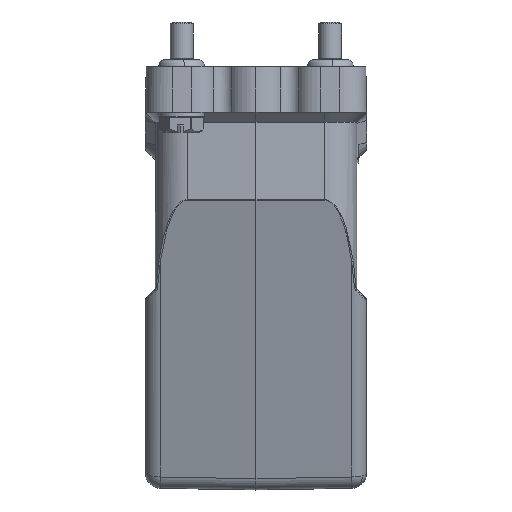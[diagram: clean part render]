
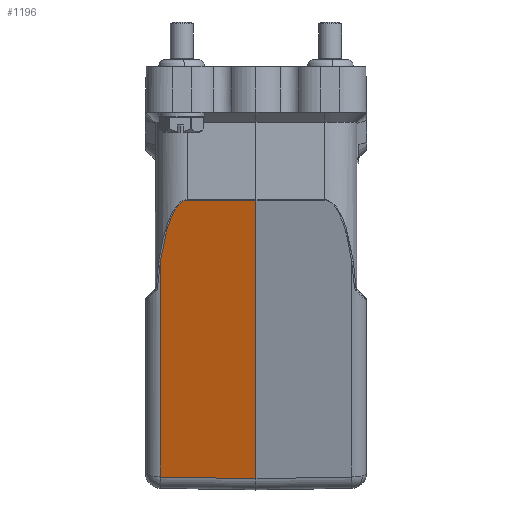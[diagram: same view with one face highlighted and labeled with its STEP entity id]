
A CAD part, left-side view. The second image highlights one B-rep face of the part: STEP entity #1196.
In plain terms, the highlighted planar face has unit normal (-0.966, 0.018, -0.259).
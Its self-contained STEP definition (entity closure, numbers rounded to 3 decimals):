
#641=FACE_OUTER_BOUND('',#3614,.T.);
#1196=ADVANCED_FACE('NONE',(#641),#1625,.F.);
#1625=PLANE('',#9997);
#2246=LINE('',#15665,#2876);
#2248=LINE('',#15701,#2878);
#2296=LINE('',#16438,#2926);
#2297=LINE('',#16440,#2927);
#2876=VECTOR('',#11188,1.);
#2878=VECTOR('',#11194,1.);
#2926=VECTOR('',#11346,1.);
#2927=VECTOR('',#11347,1.);
#3614=EDGE_LOOP('',(#5096,#5097,#5098,#5099,#5100));
#5096=ORIENTED_EDGE('',*,*,#8448,.F.);
#5097=ORIENTED_EDGE('',*,*,#8449,.T.);
#5098=ORIENTED_EDGE('',*,*,#8338,.F.);
#5099=ORIENTED_EDGE('',*,*,#8337,.F.);
#5100=ORIENTED_EDGE('',*,*,#8343,.F.);
#7189=VERTEX_POINT('',#14278);
#7280=VERTEX_POINT('',#15560);
#7281=VERTEX_POINT('',#15666);
#7284=VERTEX_POINT('',#15700);
#7352=VERTEX_POINT('',#16439);
#8337=EDGE_CURVE('NONE',#7189,#7280,#9428,.T.);
#8338=EDGE_CURVE('NONE',#7280,#7281,#2246,.T.);
#8343=EDGE_CURVE('NONE',#7284,#7189,#2248,.T.);
#8448=EDGE_CURVE('NONE',#7352,#7284,#2296,.T.);
#8449=EDGE_CURVE('NONE',#7352,#7281,#2297,.T.);
#9428=B_SPLINE_CURVE_WITH_KNOTS('',3,(#15561,#15562,#15563,#15564,#15565,
#15566,#15567,#15568,#15569,#15570,#15571,#15572,#15573,#15574,#15575,#15576,
#15577,#15578,#15579,#15580),.UNSPECIFIED.,.F.,.F.,(4,2,2,2,2,2,2,2,2,4),
(0.,0.25,0.5,0.625,0.75,0.813,0.875,0.938,0.969,1.),.UNSPECIFIED.);
#9997=AXIS2_PLACEMENT_3D('',#16441,#11348,#11349);
#11188=DIRECTION('',(-0.017,-1.,-0.002));
#11194=DIRECTION('',(-0.259,0.,0.966));
#11346=DIRECTION('',(0.013,1.,0.017));
#11347=DIRECTION('',(-0.259,0.,0.966));
#11348=DIRECTION('',(0.966,-0.017,0.259));
#11349=DIRECTION('',(0.259,0.,-0.966));
#14278=CARTESIAN_POINT('',(-70.235,25.07,-13.123));
#15560=CARTESIAN_POINT('',(-74.668,18.048,2.946));
#15561=CARTESIAN_POINT('',(-70.235,25.07,-13.123));
#15562=CARTESIAN_POINT('',(-70.646,24.866,-11.606));
#15563=CARTESIAN_POINT('',(-71.055,24.619,-10.094));
#15564=CARTESIAN_POINT('',(-71.87,24.009,-7.093));
#15565=CARTESIAN_POINT('',(-72.276,23.647,-5.603));
#15566=CARTESIAN_POINT('',(-72.876,22.965,-3.41));
#15567=CARTESIAN_POINT('',(-73.075,22.714,-2.686));
#15568=CARTESIAN_POINT('',(-73.466,22.142,-1.264));
#15569=CARTESIAN_POINT('',(-73.659,21.823,-0.565));
#15570=CARTESIAN_POINT('',(-73.938,21.258,0.437));
#15571=CARTESIAN_POINT('',(-74.029,21.054,0.763));
#15572=CARTESIAN_POINT('',(-74.204,20.607,1.388));
#15573=CARTESIAN_POINT('',(-74.289,20.363,1.687));
#15574=CARTESIAN_POINT('',(-74.444,19.815,2.229));
#15575=CARTESIAN_POINT('',(-74.515,19.511,2.474));
#15576=CARTESIAN_POINT('',(-74.597,18.996,2.744));
#15577=CARTESIAN_POINT('',(-74.62,18.814,2.818));
#15578=CARTESIAN_POINT('',(-74.654,18.439,2.92));
#15579=CARTESIAN_POINT('',(-74.665,18.244,2.946));
#15580=CARTESIAN_POINT('',(-74.668,18.048,2.946));
#15665=CARTESIAN_POINT('',(-74.668,18.048,2.946));
#15666=CARTESIAN_POINT('',(-74.983,0.,2.904));
#15700=CARTESIAN_POINT('',(-55.094,25.07,-69.63));
#15701=CARTESIAN_POINT('',(-54.213,25.07,-72.919));
#16438=CARTESIAN_POINT('',(-55.434,-0.308,-70.073));
#16439=CARTESIAN_POINT('',(-55.43,0.,-70.068));
#16440=CARTESIAN_POINT('',(-54.636,0.,-73.032));
#16441=CARTESIAN_POINT('',(-54.636,0.,-73.032));
